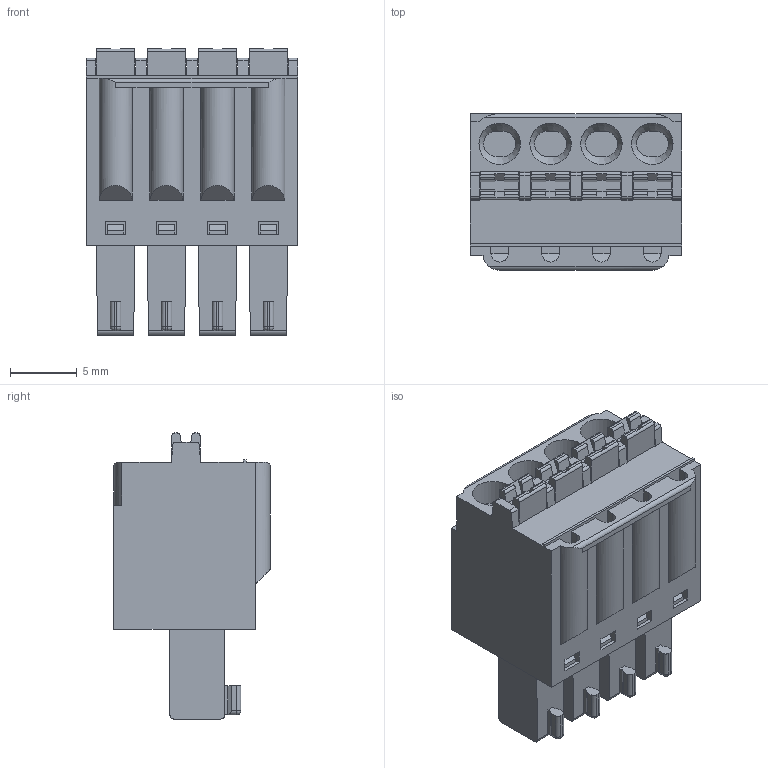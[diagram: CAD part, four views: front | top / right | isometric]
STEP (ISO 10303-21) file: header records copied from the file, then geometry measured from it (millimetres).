
FILE_DESCRIPTION(('STEP AP214'),'1');
FILE_NAME('SHM04-3,81-P.stp','2019-03-26T08:35:20',(' '),(' '),'Spatial InterOp 3D',' ',' ');
FILE_SCHEMA(('automotive_design'));
Length unit declared in the file: metre
Products named in the file (1): 1
Bounding box: 15.83 x 11.7 x 21.4 mm (x, y, z)
Volume: 2361.7 mm3; surface area: 1932.8 mm2
Topology: 1 solids, 1 shells, 432 faces, 1147 edges, 748 vertices
Faces by surface type: plane 308, cylinder 100, cone 12, sphere 8, torus 4
Full cylindrical faces by diameter (mm): 1.2 x4, 3.1 x4
Entity records: 16781 total; most frequent: CARTESIAN_POINT 2679, ORIENTED_EDGE 2206, DIRECTION 2146, EDGE_CURVE 1103, LINE 832, VECTOR 832, VERTEX_POINT 732, AXIS2_PLACEMENT_3D 657
